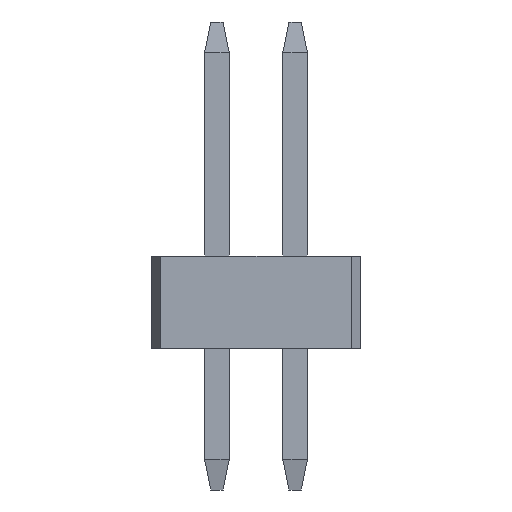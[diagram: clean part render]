
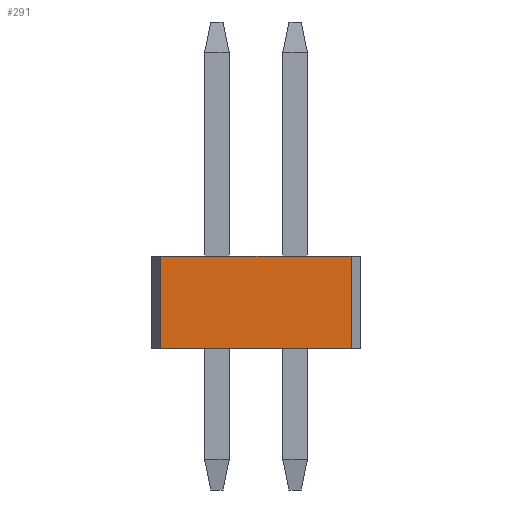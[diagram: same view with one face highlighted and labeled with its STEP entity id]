
A CAD part, left-side view. The second image highlights one B-rep face of the part: STEP entity #291.
In plain terms, the highlighted planar face has unit normal (-1, 0, 0).
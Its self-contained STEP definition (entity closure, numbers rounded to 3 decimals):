
#291=ADVANCED_FACE('',(#583),#4471,.T.);
#583=FACE_OUTER_BOUND('',#887,.T.);
#887=EDGE_LOOP('',(#1808,#1809,#1810,#1811));
#1808=ORIENTED_EDGE('',*,*,#2745,.F.);
#1809=ORIENTED_EDGE('',*,*,#2861,.F.);
#1810=ORIENTED_EDGE('',*,*,#2713,.F.);
#1811=ORIENTED_EDGE('',*,*,#2860,.F.);
#2713=EDGE_CURVE('',#3954,#4142,#3427,.T.);
#2745=EDGE_CURVE('',#4149,#3955,#3459,.T.);
#2860=EDGE_CURVE('',#3955,#3954,#3574,.T.);
#2861=EDGE_CURVE('',#4142,#4149,#3575,.T.);
#3427=B_SPLINE_CURVE_WITH_KNOTS('',1,(#6076,#6077),.UNSPECIFIED.,.F.,.F.,
(2,2),(0.,1.),.UNSPECIFIED.);
#3459=B_SPLINE_CURVE_WITH_KNOTS('',1,(#6140,#6141),.UNSPECIFIED.,.F.,.F.,
(2,2),(-1.,0.),.UNSPECIFIED.);
#3574=B_SPLINE_CURVE_WITH_KNOTS('',1,(#6370,#6371),.UNSPECIFIED.,.F.,.F.,
(2,2),(0.044,0.956),.UNSPECIFIED.);
#3575=B_SPLINE_CURVE_WITH_KNOTS('',1,(#6372,#6373),.UNSPECIFIED.,.F.,.F.,
(2,2),(-14.25,-11.15),.UNSPECIFIED.);
#3954=VERTEX_POINT('',#5416);
#3955=VERTEX_POINT('',#5417);
#4142=VERTEX_POINT('',#5604);
#4149=VERTEX_POINT('',#5611);
#4471=PLANE('',#4783);
#4783=AXIS2_PLACEMENT_3D('',#5373,#5078,$);
#5078=DIRECTION('',(-1.,0.,0.));
#5373=CARTESIAN_POINT('',(-3.81,-6.985,-3.165));
#5416=CARTESIAN_POINT('',(-3.81,1.55,0.01));
#5417=CARTESIAN_POINT('',(-3.81,-1.55,0.01));
#5604=CARTESIAN_POINT('',(-3.81,1.55,1.51));
#5611=CARTESIAN_POINT('',(-3.81,-1.55,1.51));
#6076=CARTESIAN_POINT('',(-3.81,1.55,0.01));
#6077=CARTESIAN_POINT('',(-3.81,1.55,1.51));
#6140=CARTESIAN_POINT('',(-3.81,-1.55,1.51));
#6141=CARTESIAN_POINT('',(-3.81,-1.55,0.01));
#6370=CARTESIAN_POINT('',(-3.81,-1.55,0.01));
#6371=CARTESIAN_POINT('',(-3.81,1.55,0.01));
#6372=CARTESIAN_POINT('',(-3.81,1.55,1.51));
#6373=CARTESIAN_POINT('',(-3.81,-1.55,1.51));
